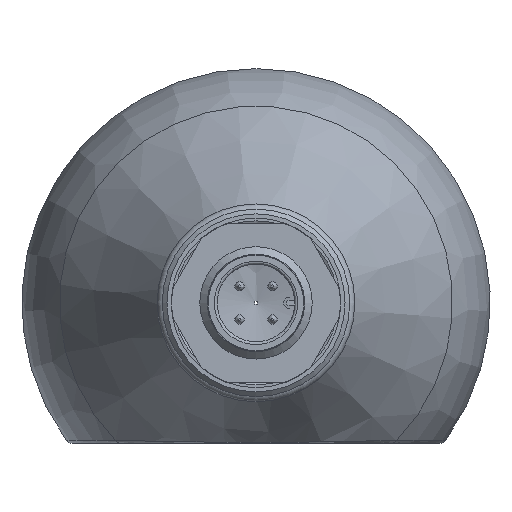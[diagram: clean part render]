
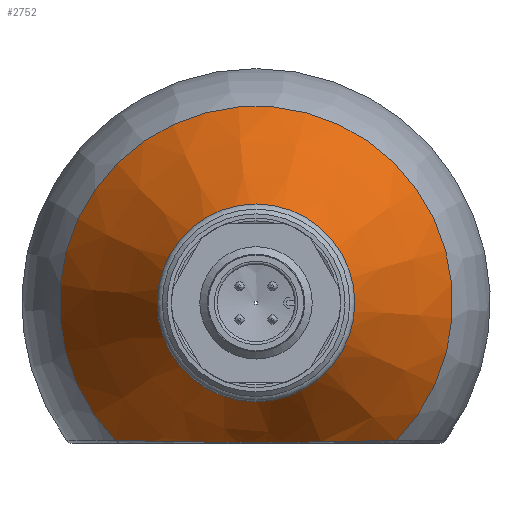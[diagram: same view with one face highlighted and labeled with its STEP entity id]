
A CAD part, front view. The second image highlights one B-rep face of the part: STEP entity #2752.
In plain terms, the highlighted conical face has half-angle 30 degrees and reference radius 25 mm.
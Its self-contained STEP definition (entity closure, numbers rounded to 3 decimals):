
#4 = CONICAL_SURFACE ( 'NONE', #1395, 25., 0.524 ) ;
#94 = CARTESIAN_POINT ( 'NONE',  ( -1.995, -172.313, -14.887 ) ) ;
#198 = DIRECTION ( 'NONE',  ( 0., -1., 0. ) ) ;
#239 = EDGE_LOOP ( 'NONE', ( #2738, #1421 ) ) ;
#377 = CARTESIAN_POINT ( 'NONE',  ( 0.758, -172.528, -14.893 ) ) ;
#428 = CARTESIAN_POINT ( 'NONE',  ( 5.902, -170.672, -14.844 ) ) ;
#535 = VERTEX_POINT ( 'NONE', #2644 ) ;
#640 = CARTESIAN_POINT ( 'NONE',  ( 10.78, -166.674, -14.759 ) ) ;
#661 = CARTESIAN_POINT ( 'NONE',  ( 2.685, -172.136, -14.882 ) ) ;
#669 = FACE_OUTER_BOUND ( 'NONE', #239, .T. ) ;
#677 = CIRCLE ( 'NONE', #834, 10.268 ) ;
#691 = CARTESIAN_POINT ( 'NONE',  ( -7.281, -169.737, -14.822 ) ) ;
#708 = EDGE_CURVE ( 'NONE', #2359, #2324, #877, .T. ) ;
#834 = AXIS2_PLACEMENT_3D ( 'NONE', #1034, #3164, #3196 ) ;
#877 = CIRCLE ( 'NONE', #2773, 20.981 ) ;
#880 = CARTESIAN_POINT ( 'NONE',  ( 14.985, -161.981, -14.685 ) ) ;
#903 = CARTESIAN_POINT ( 'NONE',  ( -14.985, -161.981, -14.685 ) ) ;
#916 = CARTESIAN_POINT ( 'NONE',  ( -14.985, -161.981, -14.685 ) ) ;
#951 = CARTESIAN_POINT ( 'NONE',  ( 14.985, -161.981, -14.685 ) ) ;
#1034 = CARTESIAN_POINT ( 'NONE',  ( 0., -180.536, 0. ) ) ;
#1159 = CARTESIAN_POINT ( 'NONE',  ( -1.61, -172.39, -14.889 ) ) ;
#1184 = CARTESIAN_POINT ( 'NONE',  ( 7.84, -169.307, -14.812 ) ) ;
#1395 = AXIS2_PLACEMENT_3D ( 'NONE', #1718, #3033, #2185 ) ;
#1421 = ORIENTED_EDGE ( 'NONE', *, *, #3243, .T. ) ;
#1464 = CARTESIAN_POINT ( 'NONE',  ( 4.166, -171.584, -14.867 ) ) ;
#1479 = CARTESIAN_POINT ( 'NONE',  ( 5.225, -171.072, -14.854 ) ) ;
#1491 = CARTESIAN_POINT ( 'NONE',  ( 9.055, -168.296, -14.791 ) ) ;
#1622 = B_SPLINE_CURVE_WITH_KNOTS ( 'NONE', 3,
 ( #916, #2481, #3342, #2503, #1973, #3082, #691, #3095, #2290, #2797, #3041, #2761, #2806, #94, #1159, #1710, #1956, #377, #2009, #661, #3361, #1743, #1464, #1479, #428, #3025, #1184, #1491, #2217, #640, #2781, #2550, #3294, #951 ),
 .UNSPECIFIED., .F., .F.,
 ( 4, 2, 2, 2, 2, 2, 2, 2, 2, 2, 2, 2, 2, 2, 2, 2, 4 ),
 ( 0., 0.005, 0.009, 0.012, 0.014, 0.015, 0.016, 0.018, 0.019, 0.021, 0.022, 0.023, 0.026, 0.028, 0.03, 0.033, 0.037 ),
 .UNSPECIFIED. ) ;
#1710 = CARTESIAN_POINT ( 'NONE',  ( -0.83, -172.496, -14.892 ) ) ;
#1718 = CARTESIAN_POINT ( 'NONE',  ( 0., -155.019, 0. ) ) ;
#1743 = CARTESIAN_POINT ( 'NONE',  ( 3.805, -171.74, -14.871 ) ) ;
#1755 = CARTESIAN_POINT ( 'NONE',  ( 0., -161.981, 0. ) ) ;
#1956 = CARTESIAN_POINT ( 'NONE',  ( -0.432, -172.524, -14.893 ) ) ;
#1963 = FACE_BOUND ( 'NONE', #3304, .T. ) ;
#1973 = CARTESIAN_POINT ( 'NONE',  ( -9.708, -167.748, -14.779 ) ) ;
#2009 = CARTESIAN_POINT ( 'NONE',  ( 1.537, -172.426, -14.89 ) ) ;
#2111 = EDGE_CURVE ( 'NONE', #535, #535, #677, .T. ) ;
#2117 = ORIENTED_EDGE ( 'NONE', *, *, #2111, .T. ) ;
#2185 = DIRECTION ( 'NONE',  ( 0., 0., 1. ) ) ;
#2217 = CARTESIAN_POINT ( 'NONE',  ( 9.642, -167.765, -14.78 ) ) ;
#2290 = CARTESIAN_POINT ( 'NONE',  ( -5.297, -171.032, -14.853 ) ) ;
#2324 = VERTEX_POINT ( 'NONE', #903 ) ;
#2359 = VERTEX_POINT ( 'NONE', #880 ) ;
#2481 = CARTESIAN_POINT ( 'NONE',  ( -13.988, -163.194, -14.702 ) ) ;
#2503 = CARTESIAN_POINT ( 'NONE',  ( -10.823, -166.655, -14.759 ) ) ;
#2550 = CARTESIAN_POINT ( 'NONE',  ( 12.952, -164.393, -14.72 ) ) ;
#2644 = CARTESIAN_POINT ( 'NONE',  ( 0., -180.536, -10.268 ) ) ;
#2738 = ORIENTED_EDGE ( 'NONE', *, *, #708, .T. ) ;
#2752 = ADVANCED_FACE ( 'NONE', ( #1963, #669 ), #4, .T. ) ;
#2761 = CARTESIAN_POINT ( 'NONE',  ( -3.135, -171.992, -14.878 ) ) ;
#2773 = AXIS2_PLACEMENT_3D ( 'NONE', #1755, #198, #2865 ) ;
#2781 = CARTESIAN_POINT ( 'NONE',  ( 11.333, -166.112, -14.749 ) ) ;
#2797 = CARTESIAN_POINT ( 'NONE',  ( -4.237, -171.552, -14.866 ) ) ;
#2806 = CARTESIAN_POINT ( 'NONE',  ( -2.757, -172.115, -14.881 ) ) ;
#2865 = DIRECTION ( 'NONE',  ( 0., 0., 1. ) ) ;
#3025 = CARTESIAN_POINT ( 'NONE',  ( 7.212, -169.787, -14.823 ) ) ;
#3033 = DIRECTION ( 'NONE',  ( 0., 1., 0. ) ) ;
#3041 = CARTESIAN_POINT ( 'NONE',  ( -3.876, -171.711, -14.871 ) ) ;
#3082 = CARTESIAN_POINT ( 'NONE',  ( -7.905, -169.255, -14.811 ) ) ;
#3095 = CARTESIAN_POINT ( 'NONE',  ( -5.973, -170.628, -14.843 ) ) ;
#3164 = DIRECTION ( 'NONE',  ( 0., 1., 0. ) ) ;
#3196 = DIRECTION ( 'NONE',  ( 0., 0., -1. ) ) ;
#3243 = EDGE_CURVE ( 'NONE', #2324, #2359, #1622, .T. ) ;
#3294 = CARTESIAN_POINT ( 'NONE',  ( 13.983, -163.2, -14.702 ) ) ;
#3304 = EDGE_LOOP ( 'NONE', ( #2117 ) ) ;
#3342 = CARTESIAN_POINT ( 'NONE',  ( -12.964, -164.379, -14.72 ) ) ;
#3361 = CARTESIAN_POINT ( 'NONE',  ( 3.066, -172.016, -14.879 ) ) ;
